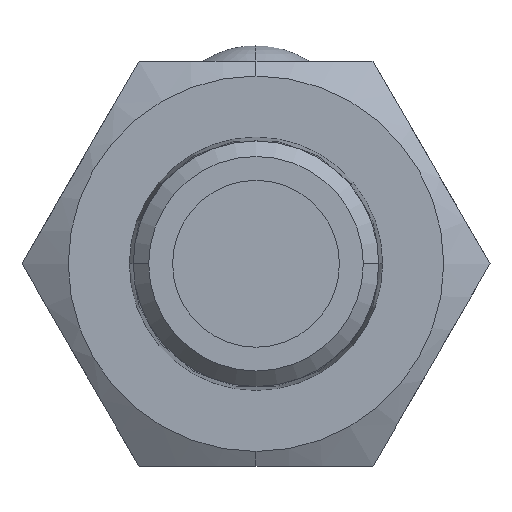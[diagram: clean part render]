
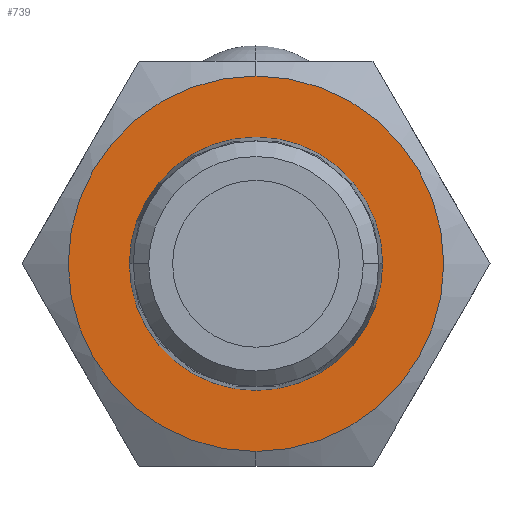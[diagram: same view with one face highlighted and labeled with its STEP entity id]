
A CAD part, front view. The second image highlights one B-rep face of the part: STEP entity #739.
In plain terms, the highlighted planar face has unit normal (0, -1, 0).
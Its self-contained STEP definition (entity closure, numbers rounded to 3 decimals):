
#121 = EDGE_LOOP ( 'NONE', ( #345, #346 ) ) ;
#122 = EDGE_LOOP ( 'NONE', ( #347, #348 ) ) ;
#345 = ORIENTED_EDGE ( 'NONE', *, *, #690, .T. ) ;
#346 = ORIENTED_EDGE ( 'NONE', *, *, #698, .T. ) ;
#347 = ORIENTED_EDGE ( 'NONE', *, *, #2666, .F. ) ;
#348 = ORIENTED_EDGE ( 'NONE', *, *, #912, .F. ) ;
#416 = VERTEX_POINT ( 'NONE', #2702 ) ;
#420 = VERTEX_POINT ( 'NONE', #2706 ) ;
#430 = VERTEX_POINT ( 'NONE', #2685 ) ;
#431 = VERTEX_POINT ( 'NONE', #2684 ) ;
#690 = EDGE_CURVE ( 'NONE', #431, #430, #2526, .T. ) ;
#698 = EDGE_CURVE ( 'NONE', #430, #431, #925, .T. ) ;
#739 = ADVANCED_FACE ( 'NONE', ( #1218, #1219 ), #2482, .F. ) ;
#912 = EDGE_CURVE ( 'NONE', #420, #416, #2011, .T. ) ;
#925 = CIRCLE ( 'NONE', #933, 15.75 ) ;
#928 = AXIS2_PLACEMENT_3D ( 'NONE', #1914, #1916, #1926 ) ;
#933 = AXIS2_PLACEMENT_3D ( 'NONE', #2750, #2744, #2746 ) ;
#940 = DIRECTION ( 'NONE',  ( 1., 0., 0. ) ) ;
#941 = DIRECTION ( 'NONE',  ( 0., -1., 0. ) ) ;
#942 = CARTESIAN_POINT ( 'NONE',  ( 0., 14., 0. ) ) ;
#1218 = FACE_OUTER_BOUND ( 'NONE', #121, .T. ) ;
#1219 = FACE_BOUND ( 'NONE', #122, .T. ) ;
#1404 = AXIS2_PLACEMENT_3D ( 'NONE', #2481, #2480, #2479 ) ;
#1811 = DIRECTION ( 'NONE',  ( 1., 0., 0. ) ) ;
#1812 = DIRECTION ( 'NONE',  ( 0., -1., 0. ) ) ;
#1813 = CARTESIAN_POINT ( 'NONE',  ( 0., 14., 0. ) ) ;
#1914 = CARTESIAN_POINT ( 'NONE',  ( 0., 14., 0. ) ) ;
#1916 = DIRECTION ( 'NONE',  ( 0., -1., 0. ) ) ;
#1926 = DIRECTION ( 'NONE',  ( -1., 0., 0. ) ) ;
#2011 = CIRCLE ( 'NONE', #2015, 10.626 ) ;
#2015 = AXIS2_PLACEMENT_3D ( 'NONE', #1813, #1812, #1811 ) ;
#2098 = CIRCLE ( 'NONE', #2109, 10.626 ) ;
#2109 = AXIS2_PLACEMENT_3D ( 'NONE', #942, #941, #940 ) ;
#2479 = DIRECTION ( 'NONE',  ( -1., 0., 0. ) ) ;
#2480 = DIRECTION ( 'NONE',  ( 0., 1., 0. ) ) ;
#2481 = CARTESIAN_POINT ( 'NONE',  ( 10.626, 14., 0. ) ) ;
#2482 = PLANE ( 'NONE',  #1404 ) ;
#2526 = CIRCLE ( 'NONE', #928, 15.75 ) ;
#2666 = EDGE_CURVE ( 'NONE', #416, #420, #2098, .T. ) ;
#2684 = CARTESIAN_POINT ( 'NONE',  ( 0., 14., -15.75 ) ) ;
#2685 = CARTESIAN_POINT ( 'NONE',  ( 0., 14., 15.75 ) ) ;
#2702 = CARTESIAN_POINT ( 'NONE',  ( -10.626, 14., 0. ) ) ;
#2706 = CARTESIAN_POINT ( 'NONE',  ( 10.626, 14., 0. ) ) ;
#2744 = DIRECTION ( 'NONE',  ( 0., -1., 0. ) ) ;
#2746 = DIRECTION ( 'NONE',  ( -1., 0., 0. ) ) ;
#2750 = CARTESIAN_POINT ( 'NONE',  ( 0., 14., 0. ) ) ;
